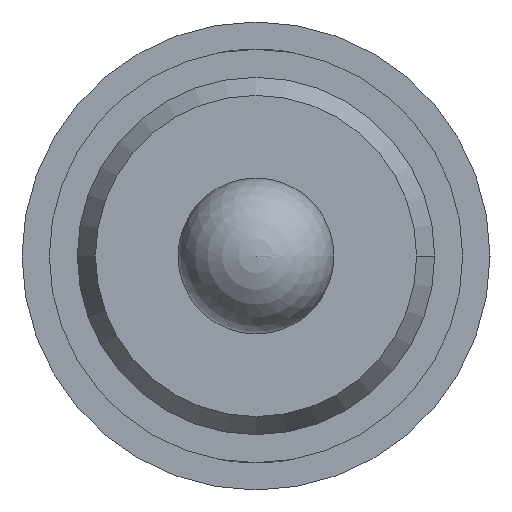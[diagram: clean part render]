
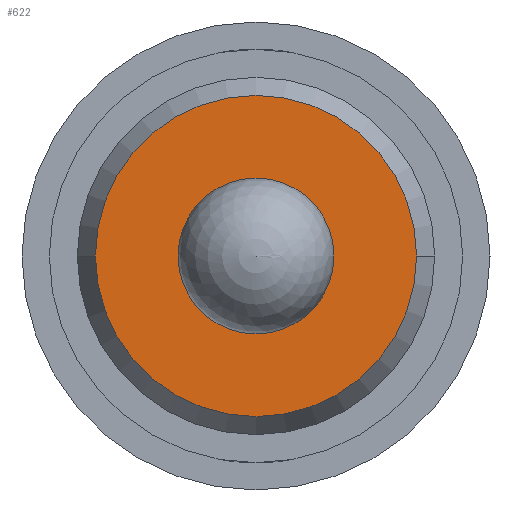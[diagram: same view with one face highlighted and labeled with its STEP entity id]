
A CAD part, front view. The second image highlights one B-rep face of the part: STEP entity #622.
In plain terms, the highlighted planar face has unit normal (0, -1, 0).
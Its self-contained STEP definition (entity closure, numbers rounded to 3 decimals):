
#95 = DIRECTION ( 'NONE',  ( 0., 1., 0. ) ) ;
#138 = CARTESIAN_POINT ( 'NONE',  ( 0., -28.6, 0. ) ) ;
#180 = EDGE_CURVE ( 'Defeature ausgef�hrt1_17+Defeature ausgef�hrt1_16+Defeature ausgef�hrt1_16+Defeature ausgef�hrt1_16', #370, #767, #502, .T. ) ;
#186 = AXIS2_PLACEMENT_3D ( 'NONE', #2184, #4751, #3985 ) ;
#212 = EDGE_LOOP ( 'NONE', ( #1831, #2330 ) ) ;
#370 = VERTEX_POINT ( 'NONE', #716 ) ;
#502 = CIRCLE ( 'NONE', #186, 1.03 ) ;
#565 = ORIENTED_EDGE ( 'NONE', *, *, #4713, .T. ) ;
#622 = ADVANCED_FACE ( 'Defeature ausgef�hrt1_17', ( #4693, #3458 ), #1635, .T. ) ;
#663 = AXIS2_PLACEMENT_3D ( 'NONE', #4212, #3492, #4675 ) ;
#683 = AXIS2_PLACEMENT_3D ( 'NONE', #1871, #95, #3018 ) ;
#709 = CARTESIAN_POINT ( 'NONE',  ( 0., -28.6, -0.5 ) ) ;
#716 = CARTESIAN_POINT ( 'NONE',  ( -1.03, -28.6, 0. ) ) ;
#767 = VERTEX_POINT ( 'NONE', #3662 ) ;
#938 = CIRCLE ( 'NONE', #1035, 1.03 ) ;
#1035 = AXIS2_PLACEMENT_3D ( 'NONE', #138, #1255, #1378 ) ;
#1255 = DIRECTION ( 'NONE',  ( 0., -1., 0. ) ) ;
#1378 = DIRECTION ( 'NONE',  ( 1., 0., 0. ) ) ;
#1635 = PLANE ( 'NONE',  #663 ) ;
#1734 = DIRECTION ( 'NONE',  ( 0., 1., 0. ) ) ;
#1803 = CIRCLE ( 'NONE', #2112, 0.5 ) ;
#1831 = ORIENTED_EDGE ( 'NONE', *, *, #180, .T. ) ;
#1871 = CARTESIAN_POINT ( 'NONE',  ( 0., -28.6, 0. ) ) ;
#1886 = VERTEX_POINT ( 'NONE', #709 ) ;
#2112 = AXIS2_PLACEMENT_3D ( 'NONE', #2863, #1734, #3935 ) ;
#2155 = EDGE_LOOP ( 'NONE', ( #3134, #565 ) ) ;
#2184 = CARTESIAN_POINT ( 'NONE',  ( 0., -28.6, 0. ) ) ;
#2330 = ORIENTED_EDGE ( 'NONE', *, *, #2934, .T. ) ;
#2352 = VERTEX_POINT ( 'NONE', #3289 ) ;
#2863 = CARTESIAN_POINT ( 'NONE',  ( 0., -28.6, 0. ) ) ;
#2934 = EDGE_CURVE ( 'Defeature ausgef�hrt1_17+Defeature ausgef�hrt1_16+Defeature ausgef�hrt1_16+Defeature ausgef�hrt1_16', #767, #370, #938, .T. ) ;
#3018 = DIRECTION ( 'NONE',  ( 0., 0., -1. ) ) ;
#3068 = CIRCLE ( 'NONE', #683, 0.5 ) ;
#3134 = ORIENTED_EDGE ( 'NONE', *, *, #3459, .T. ) ;
#3289 = CARTESIAN_POINT ( 'NONE',  ( 0., -28.6, 0.5 ) ) ;
#3458 = FACE_OUTER_BOUND ( 'NONE', #212, .T. ) ;
#3459 = EDGE_CURVE ( 'Defeature ausgef�hrt1_17+Defeature ausgef�hrt1_14+Defeature ausgef�hrt1_14+Defeature ausgef�hrt1_14', #2352, #1886, #1803, .T. ) ;
#3492 = DIRECTION ( 'NONE',  ( 0., -1., 0. ) ) ;
#3662 = CARTESIAN_POINT ( 'NONE',  ( 1.03, -28.6, 0. ) ) ;
#3935 = DIRECTION ( 'NONE',  ( 0., 0., -1. ) ) ;
#3985 = DIRECTION ( 'NONE',  ( 1., 0., 0. ) ) ;
#4212 = CARTESIAN_POINT ( 'NONE',  ( -1.145, -28.6, 0. ) ) ;
#4675 = DIRECTION ( 'NONE',  ( 1., 0., 0. ) ) ;
#4693 = FACE_BOUND ( 'NONE', #2155, .T. ) ;
#4713 = EDGE_CURVE ( 'Defeature ausgef�hrt1_17+Defeature ausgef�hrt1_14+Defeature ausgef�hrt1_14+Defeature ausgef�hrt1_14', #1886, #2352, #3068, .T. ) ;
#4751 = DIRECTION ( 'NONE',  ( 0., -1., 0. ) ) ;
